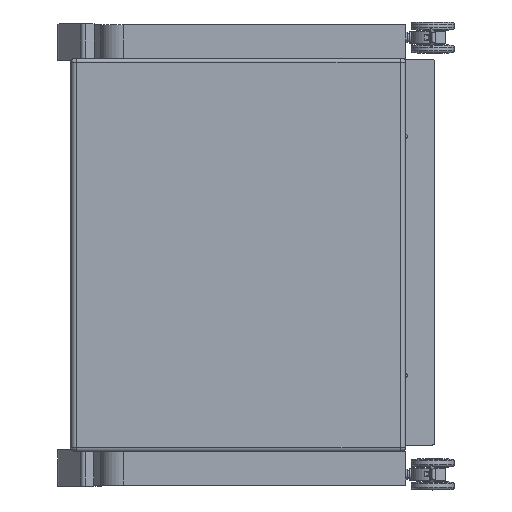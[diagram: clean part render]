
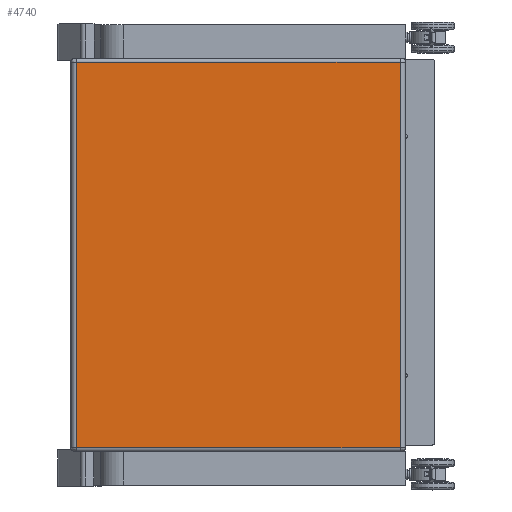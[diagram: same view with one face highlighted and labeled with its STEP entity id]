
A CAD part, left-side view. The second image highlights one B-rep face of the part: STEP entity #4740.
In plain terms, the highlighted face is planar.
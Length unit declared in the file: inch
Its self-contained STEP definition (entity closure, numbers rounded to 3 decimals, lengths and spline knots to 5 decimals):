
#422=PLANE('',#5285);
#572=FACE_OUTER_BOUND('',#889,.T.);
#889=EDGE_LOOP('',(#3446,#3447,#3448,#3449));
#1284=LINE('',#7637,#1610);
#1289=LINE('',#7650,#1615);
#1290=LINE('',#7654,#1616);
#1291=LINE('',#7655,#1617);
#1610=VECTOR('',#6046,0.3937);
#1615=VECTOR('',#6059,0.3937);
#1616=VECTOR('',#6064,26.5);
#1617=VECTOR('',#6065,0.3937);
#2198=VERTEX_POINT('',#7555);
#2215=VERTEX_POINT('',#7620);
#2219=VERTEX_POINT('',#7649);
#2220=VERTEX_POINT('',#7653);
#2687=EDGE_CURVE('',#2198,#2215,#1284,.T.);
#2693=EDGE_CURVE('',#2215,#2219,#1289,.T.);
#2695=EDGE_CURVE('',#2220,#2198,#1290,.T.);
#2696=EDGE_CURVE('',#2219,#2220,#1291,.T.);
#3446=ORIENTED_EDGE('',*,*,#2687,.F.);
#3447=ORIENTED_EDGE('',*,*,#2695,.F.);
#3448=ORIENTED_EDGE('',*,*,#2696,.F.);
#3449=ORIENTED_EDGE('',*,*,#2693,.F.);
#4740=ADVANCED_FACE('',(#572),#422,.T.);
#5285=AXIS2_PLACEMENT_3D('',#7652,#6062,#6063);
#6046=DIRECTION('',(1.,0.,0.));
#6059=DIRECTION('',(0.,0.,-1.));
#6062=DIRECTION('center_axis',(0.,-1.,0.));
#6063=DIRECTION('ref_axis',(0.,0.,-1.));
#6064=DIRECTION('',(0.,0.,1.));
#6065=DIRECTION('',(-1.,0.,0.));
#7555=CARTESIAN_POINT('',(20.0282,18.44801,52.75));
#7620=CARTESIAN_POINT('',(42.2782,18.44801,52.75));
#7637=CARTESIAN_POINT('',(35.3303,18.44801,52.75));
#7649=CARTESIAN_POINT('',(42.2782,18.44801,26.25));
#7650=CARTESIAN_POINT('',(42.2782,18.44801,30.));
#7652=CARTESIAN_POINT('Origin',(40.7782,18.44801,30.));
#7653=CARTESIAN_POINT('',(20.0282,18.44801,26.25));
#7654=CARTESIAN_POINT('',(20.0282,18.44801,30.25));
#7655=CARTESIAN_POINT('',(35.46724,18.44801,26.25));
